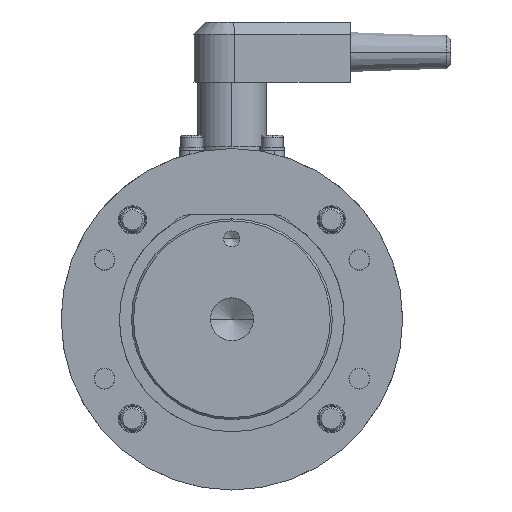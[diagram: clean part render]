
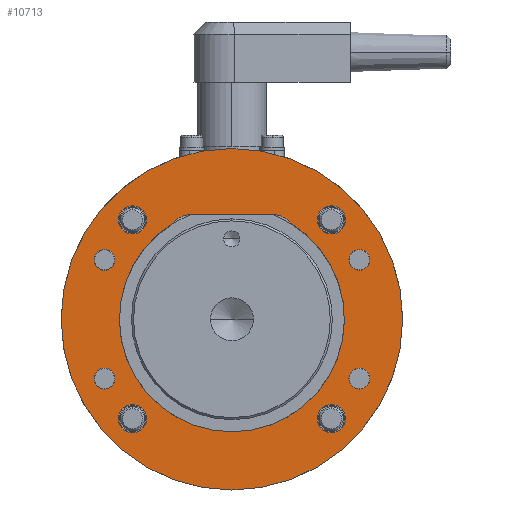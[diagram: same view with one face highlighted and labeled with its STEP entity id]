
A CAD part, left-side view. The second image highlights one B-rep face of the part: STEP entity #10713.
In plain terms, the highlighted face is planar.
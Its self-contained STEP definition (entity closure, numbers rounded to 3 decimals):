
#9967=CARTESIAN_POINT('',(0.0,4.475,47.5));
#9968=VERTEX_POINT('',#9967);
#9984=CARTESIAN_POINT('',(0.,4.475,-37.5));
#9985=VERTEX_POINT('',#9984);
#9992=CARTESIAN_POINT('',(0.0,4.475,5.0));
#9993=DIRECTION('',(0.0,-1.0,0.0));
#9994=DIRECTION('',(0.0,0.0,1.0));
#9995=AXIS2_PLACEMENT_3D('',#9992,#9993,#9994);
#9996=CIRCLE('',#9995,42.5);
#9997=EDGE_CURVE('',#9985,#9968,#9996,.T.);
#10009=CARTESIAN_POINT('',(24.749,4.475,26.249));
#10010=VERTEX_POINT('',#10009);
#10026=CARTESIAN_POINT('',(24.749,4.475,33.249));
#10027=VERTEX_POINT('',#10026);
#10034=CARTESIAN_POINT('',(24.749,4.475,29.749));
#10035=DIRECTION('',(0.0,-1.0,0.0));
#10036=DIRECTION('',(0.0,0.0,-1.0));
#10037=AXIS2_PLACEMENT_3D('',#10034,#10035,#10036);
#10038=CIRCLE('',#10037,3.5);
#10039=EDGE_CURVE('',#10010,#10027,#10038,.T.);
#10051=CARTESIAN_POINT('',(-21.249,4.475,29.749));
#10052=VERTEX_POINT('',#10051);
#10068=CARTESIAN_POINT('',(-28.249,4.475,29.749));
#10069=VERTEX_POINT('',#10068);
#10076=CARTESIAN_POINT('',(-24.749,4.475,29.749));
#10077=DIRECTION('',(0.0,-1.0,0.0));
#10078=DIRECTION('',(1.0,0.0,0.0));
#10079=AXIS2_PLACEMENT_3D('',#10076,#10077,#10078);
#10080=CIRCLE('',#10079,3.5);
#10081=EDGE_CURVE('',#10052,#10069,#10080,.T.);
#10093=CARTESIAN_POINT('',(-24.749,4.475,-16.249));
#10094=VERTEX_POINT('',#10093);
#10110=CARTESIAN_POINT('',(-24.749,4.475,-23.249));
#10111=VERTEX_POINT('',#10110);
#10118=CARTESIAN_POINT('',(-24.749,4.475,-19.749));
#10119=DIRECTION('',(0.0,-1.0,0.0));
#10120=DIRECTION('',(0.0,0.0,1.0));
#10121=AXIS2_PLACEMENT_3D('',#10118,#10119,#10120);
#10122=CIRCLE('',#10121,3.5);
#10123=EDGE_CURVE('',#10094,#10111,#10122,.T.);
#10135=CARTESIAN_POINT('',(21.249,4.475,-19.749));
#10136=VERTEX_POINT('',#10135);
#10152=CARTESIAN_POINT('',(28.249,4.475,-19.749));
#10153=VERTEX_POINT('',#10152);
#10160=CARTESIAN_POINT('',(24.749,4.475,-19.749));
#10161=DIRECTION('',(0.0,-1.0,0.0));
#10162=DIRECTION('',(-1.0,0.0,0.0));
#10163=AXIS2_PLACEMENT_3D('',#10160,#10161,#10162);
#10164=CIRCLE('',#10163,3.5);
#10165=EDGE_CURVE('',#10136,#10153,#10164,.T.);
#10177=CARTESIAN_POINT('',(-31.721,4.475,17.215));
#10178=VERTEX_POINT('',#10177);
#10194=CARTESIAN_POINT('',(-31.721,4.475,22.368));
#10195=VERTEX_POINT('',#10194);
#10202=CARTESIAN_POINT('',(-31.721,4.475,19.792));
#10203=DIRECTION('',(0.0,-1.0,0.0));
#10204=DIRECTION('',(0.0,0.0,-1.0));
#10205=AXIS2_PLACEMENT_3D('',#10202,#10203,#10204);
#10206=CIRCLE('',#10205,2.576);
#10207=EDGE_CURVE('',#10178,#10195,#10206,.T.);
#10219=CARTESIAN_POINT('',(31.719,4.475,17.215));
#10220=VERTEX_POINT('',#10219);
#10236=CARTESIAN_POINT('',(31.719,4.475,22.368));
#10237=VERTEX_POINT('',#10236);
#10244=CARTESIAN_POINT('',(31.719,4.475,19.792));
#10245=DIRECTION('',(0.0,-1.0,0.0));
#10246=DIRECTION('',(0.0,0.0,-1.0));
#10247=AXIS2_PLACEMENT_3D('',#10244,#10245,#10246);
#10248=CIRCLE('',#10247,2.576);
#10249=EDGE_CURVE('',#10220,#10237,#10248,.T.);
#10261=CARTESIAN_POINT('',(-31.721,4.475,-12.365));
#10262=VERTEX_POINT('',#10261);
#10278=CARTESIAN_POINT('',(-31.721,4.475,-7.212));
#10279=VERTEX_POINT('',#10278);
#10286=CARTESIAN_POINT('',(-31.721,4.475,-9.788));
#10287=DIRECTION('',(0.0,-1.0,0.0));
#10288=DIRECTION('',(0.0,0.0,-1.0));
#10289=AXIS2_PLACEMENT_3D('',#10286,#10287,#10288);
#10290=CIRCLE('',#10289,2.576);
#10291=EDGE_CURVE('',#10262,#10279,#10290,.T.);
#10303=CARTESIAN_POINT('',(31.719,4.475,-12.365));
#10304=VERTEX_POINT('',#10303);
#10320=CARTESIAN_POINT('',(31.719,4.475,-7.212));
#10321=VERTEX_POINT('',#10320);
#10328=CARTESIAN_POINT('',(31.719,4.475,-9.788));
#10329=DIRECTION('',(0.0,-1.0,0.0));
#10330=DIRECTION('',(0.0,0.0,-1.0));
#10331=AXIS2_PLACEMENT_3D('',#10328,#10329,#10330);
#10332=CIRCLE('',#10331,2.576);
#10333=EDGE_CURVE('',#10304,#10321,#10332,.T.);
#10344=CARTESIAN_POINT('',(31.719,4.475,-9.788));
#10345=DIRECTION('',(0.0,-1.0,0.0));
#10346=DIRECTION('',(0.0,0.0,-1.0));
#10347=AXIS2_PLACEMENT_3D('',#10344,#10345,#10346);
#10348=CIRCLE('',#10347,2.576);
#10349=EDGE_CURVE('',#10321,#10304,#10348,.T.);
#10368=CARTESIAN_POINT('',(-31.721,4.475,-9.788));
#10369=DIRECTION('',(0.0,-1.0,0.0));
#10370=DIRECTION('',(0.0,0.0,-1.0));
#10371=AXIS2_PLACEMENT_3D('',#10368,#10369,#10370);
#10372=CIRCLE('',#10371,2.576);
#10373=EDGE_CURVE('',#10279,#10262,#10372,.T.);
#10392=CARTESIAN_POINT('',(31.719,4.475,19.792));
#10393=DIRECTION('',(0.0,-1.0,0.0));
#10394=DIRECTION('',(0.0,0.0,-1.0));
#10395=AXIS2_PLACEMENT_3D('',#10392,#10393,#10394);
#10396=CIRCLE('',#10395,2.576);
#10397=EDGE_CURVE('',#10237,#10220,#10396,.T.);
#10416=CARTESIAN_POINT('',(-31.721,4.475,19.792));
#10417=DIRECTION('',(0.0,-1.0,0.0));
#10418=DIRECTION('',(0.0,0.0,-1.0));
#10419=AXIS2_PLACEMENT_3D('',#10416,#10417,#10418);
#10420=CIRCLE('',#10419,2.576);
#10421=EDGE_CURVE('',#10195,#10178,#10420,.T.);
#10439=CARTESIAN_POINT('',(10.5,4.475,31.0));
#10440=VERTEX_POINT('',#10439);
#10441=CARTESIAN_POINT('',(-10.5,4.475,31.0));
#10442=VERTEX_POINT('',#10441);
#10443=CARTESIAN_POINT('',(10.5,4.475,31.0));
#10444=DIRECTION('',(-1.0,0.0,0.0));
#10445=VECTOR('',#10444,21.0);
#10446=LINE('',#10443,#10445);
#10447=EDGE_CURVE('',#10440,#10442,#10446,.T.);
#10479=CARTESIAN_POINT('',(-14.562,4.475,28.915));
#10480=VERTEX_POINT('',#10479);
#10481=CARTESIAN_POINT('',(-10.5,4.475,26.0));
#10482=DIRECTION('',(0.0,-1.0,0.0));
#10483=DIRECTION('',(1.0,0.0,0.0));
#10484=AXIS2_PLACEMENT_3D('',#10481,#10482,#10483);
#10485=CIRCLE('',#10484,5.0);
#10486=EDGE_CURVE('',#10442,#10480,#10485,.T.);
#10512=CARTESIAN_POINT('',(14.562,4.475,28.915));
#10513=VERTEX_POINT('',#10512);
#10514=CARTESIAN_POINT('',(0.0,4.475,5.0));
#10515=DIRECTION('',(0.0,-1.0,0.0));
#10516=DIRECTION('',(1.0,0.0,0.0));
#10517=AXIS2_PLACEMENT_3D('',#10514,#10515,#10516);
#10518=CIRCLE('',#10517,28.0);
#10519=EDGE_CURVE('',#10480,#10513,#10518,.T.);
#10545=CARTESIAN_POINT('',(10.5,4.475,26.0));
#10546=DIRECTION('',(0.0,-1.0,0.0));
#10547=DIRECTION('',(1.0,0.0,0.0));
#10548=AXIS2_PLACEMENT_3D('',#10545,#10546,#10547);
#10549=CIRCLE('',#10548,5.0);
#10550=EDGE_CURVE('',#10513,#10440,#10549,.T.);
#10570=CARTESIAN_POINT('',(24.749,4.475,-19.749));
#10571=DIRECTION('',(0.0,-1.0,0.0));
#10572=DIRECTION('',(-1.0,0.0,0.0));
#10573=AXIS2_PLACEMENT_3D('',#10570,#10571,#10572);
#10574=CIRCLE('',#10573,3.5);
#10575=EDGE_CURVE('',#10153,#10136,#10574,.T.);
#10594=CARTESIAN_POINT('',(-24.749,4.475,-19.749));
#10595=DIRECTION('',(0.0,-1.0,0.0));
#10596=DIRECTION('',(0.0,0.0,1.0));
#10597=AXIS2_PLACEMENT_3D('',#10594,#10595,#10596);
#10598=CIRCLE('',#10597,3.5);
#10599=EDGE_CURVE('',#10111,#10094,#10598,.T.);
#10618=CARTESIAN_POINT('',(-24.749,4.475,29.749));
#10619=DIRECTION('',(0.0,-1.0,0.0));
#10620=DIRECTION('',(1.0,0.0,0.0));
#10621=AXIS2_PLACEMENT_3D('',#10618,#10619,#10620);
#10622=CIRCLE('',#10621,3.5);
#10623=EDGE_CURVE('',#10069,#10052,#10622,.T.);
#10642=CARTESIAN_POINT('',(24.749,4.475,29.749));
#10643=DIRECTION('',(0.0,-1.0,0.0));
#10644=DIRECTION('',(0.0,0.0,-1.0));
#10645=AXIS2_PLACEMENT_3D('',#10642,#10643,#10644);
#10646=CIRCLE('',#10645,3.5);
#10647=EDGE_CURVE('',#10027,#10010,#10646,.T.);
#10660=CARTESIAN_POINT('',(-46.75,4.475,-41.75));
#10661=DIRECTION('',(0.0,1.0,0.0));
#10662=DIRECTION('',(0.0,0.0,1.0));
#10663=AXIS2_PLACEMENT_3D('',#10660,#10661,#10662);
#10664=PLANE('',#10663);
#10665=CARTESIAN_POINT('',(0.0,4.475,5.0));
#10666=DIRECTION('',(0.0,-1.0,0.0));
#10667=DIRECTION('',(0.0,0.0,1.0));
#10668=AXIS2_PLACEMENT_3D('',#10665,#10666,#10667);
#10669=CIRCLE('',#10668,42.5);
#10670=EDGE_CURVE('',#9968,#9985,#10669,.T.);
#10671=ORIENTED_EDGE('',*,*,#10670,.F.);
#10672=ORIENTED_EDGE('',*,*,#9997,.F.);
#10673=EDGE_LOOP('',(#10671,#10672));
#10674=FACE_OUTER_BOUND('',#10673,.T.);
#10675=ORIENTED_EDGE('',*,*,#10349,.T.);
#10676=ORIENTED_EDGE('',*,*,#10333,.T.);
#10677=EDGE_LOOP('',(#10675,#10676));
#10678=FACE_BOUND('',#10677,.T.);
#10679=ORIENTED_EDGE('',*,*,#10373,.T.);
#10680=ORIENTED_EDGE('',*,*,#10291,.T.);
#10681=EDGE_LOOP('',(#10679,#10680));
#10682=FACE_BOUND('',#10681,.T.);
#10683=ORIENTED_EDGE('',*,*,#10397,.T.);
#10684=ORIENTED_EDGE('',*,*,#10249,.T.);
#10685=EDGE_LOOP('',(#10683,#10684));
#10686=FACE_BOUND('',#10685,.T.);
#10687=ORIENTED_EDGE('',*,*,#10421,.T.);
#10688=ORIENTED_EDGE('',*,*,#10207,.T.);
#10689=EDGE_LOOP('',(#10687,#10688));
#10690=FACE_BOUND('',#10689,.T.);
#10691=ORIENTED_EDGE('',*,*,#10519,.T.);
#10692=ORIENTED_EDGE('',*,*,#10550,.T.);
#10693=ORIENTED_EDGE('',*,*,#10447,.T.);
#10694=ORIENTED_EDGE('',*,*,#10486,.T.);
#10695=EDGE_LOOP('',(#10691,#10692,#10693,#10694));
#10696=FACE_BOUND('',#10695,.T.);
#10697=ORIENTED_EDGE('',*,*,#10575,.T.);
#10698=ORIENTED_EDGE('',*,*,#10165,.T.);
#10699=EDGE_LOOP('',(#10697,#10698));
#10700=FACE_BOUND('',#10699,.T.);
#10701=ORIENTED_EDGE('',*,*,#10599,.T.);
#10702=ORIENTED_EDGE('',*,*,#10123,.T.);
#10703=EDGE_LOOP('',(#10701,#10702));
#10704=FACE_BOUND('',#10703,.T.);
#10705=ORIENTED_EDGE('',*,*,#10623,.T.);
#10706=ORIENTED_EDGE('',*,*,#10081,.T.);
#10707=EDGE_LOOP('',(#10705,#10706));
#10708=FACE_BOUND('',#10707,.T.);
#10709=ORIENTED_EDGE('',*,*,#10647,.T.);
#10710=ORIENTED_EDGE('',*,*,#10039,.T.);
#10711=EDGE_LOOP('',(#10709,#10710));
#10712=FACE_BOUND('',#10711,.T.);
#10713=ADVANCED_FACE('',(#10674,#10678,#10682,#10686,#10690,#10696,#10700,#10704,#10708,#10712),#10664,.T.);
